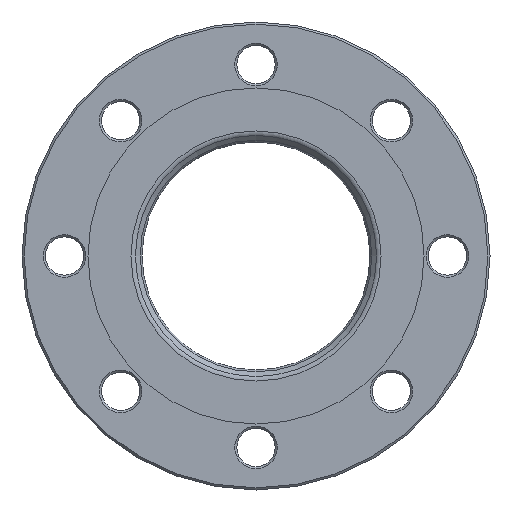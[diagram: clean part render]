
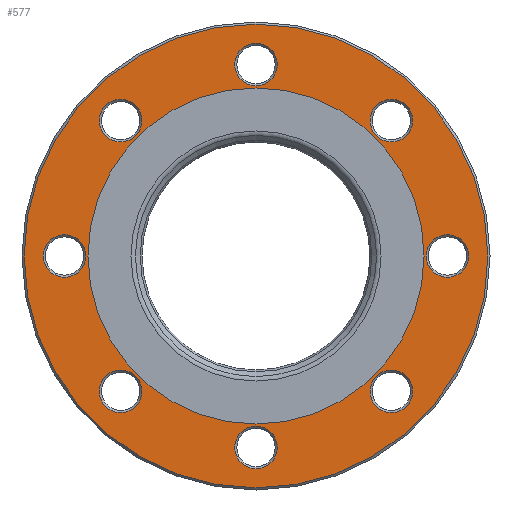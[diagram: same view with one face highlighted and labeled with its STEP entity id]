
A CAD part, left-side view. The second image highlights one B-rep face of the part: STEP entity #577.
In plain terms, the highlighted planar face has unit normal (-1, 0, 0).
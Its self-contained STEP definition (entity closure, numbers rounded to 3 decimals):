
#324=CARTESIAN_POINT('',(-100.,-0.,79.));
#325=VERTEX_POINT('',#324);
#326=CARTESIAN_POINT('',(-100.,0.,0.));
#327=DIRECTION('',(-1.,0.,0.));
#328=DIRECTION('',(0.,0.,1.));
#329=AXIS2_PLACEMENT_3D('',#326,#327,#328);
#330=CIRCLE('',#329,79.);
#331=EDGE_CURVE('',#325,#325,#330,.T.);
#398=CARTESIAN_POINT('',(-100.,0.,0.));
#399=DIRECTION('',(-1.,0.,0.));
#400=DIRECTION('',(-0.,0.,-1.));
#401=AXIS2_PLACEMENT_3D('',#398,#399,#400);
#402=PLANE('',#401);
#403=ORIENTED_EDGE('',*,*,#331,.F.);
#404=EDGE_LOOP('',(#403));
#405=FACE_BOUND('',#404,.T.);
#406=CARTESIAN_POINT('',(-100.,-63.64,-73.64));
#407=VERTEX_POINT('',#406);
#408=CARTESIAN_POINT('',(-100.,-63.64,-53.64));
#409=VERTEX_POINT('',#408);
#410=CARTESIAN_POINT('',(-100.,-63.64,-63.64));
#411=DIRECTION('',(1.,0.,0.));
#412=DIRECTION('',(0.,0.,-1.));
#413=AXIS2_PLACEMENT_3D('',#410,#411,#412);
#414=CIRCLE('',#413,10.);
#415=EDGE_CURVE('',#407,#409,#414,.T.);
#416=ORIENTED_EDGE('',*,*,#415,.T.);
#417=CARTESIAN_POINT('',(-100.,-63.64,-63.64));
#418=DIRECTION('',(1.,0.,0.));
#419=DIRECTION('',(0.,0.,-1.));
#420=AXIS2_PLACEMENT_3D('',#417,#418,#419);
#421=CIRCLE('',#420,10.);
#422=EDGE_CURVE('',#409,#407,#421,.T.);
#423=ORIENTED_EDGE('',*,*,#422,.T.);
#424=EDGE_LOOP('',(#416,#423));
#425=FACE_BOUND('',#424,.T.);
#426=CARTESIAN_POINT('',(-100.,-0.,-100.));
#427=VERTEX_POINT('',#426);
#428=CARTESIAN_POINT('',(-100.,-0.,-80.));
#429=VERTEX_POINT('',#428);
#430=CARTESIAN_POINT('',(-100.,-0.,-90.));
#431=DIRECTION('',(1.,0.,0.));
#432=DIRECTION('',(0.,0.,-1.));
#433=AXIS2_PLACEMENT_3D('',#430,#431,#432);
#434=CIRCLE('',#433,10.);
#435=EDGE_CURVE('',#427,#429,#434,.T.);
#436=ORIENTED_EDGE('',*,*,#435,.T.);
#437=CARTESIAN_POINT('',(-100.,-0.,-90.));
#438=DIRECTION('',(1.,0.,0.));
#439=DIRECTION('',(0.,0.,-1.));
#440=AXIS2_PLACEMENT_3D('',#437,#438,#439);
#441=CIRCLE('',#440,10.);
#442=EDGE_CURVE('',#429,#427,#441,.T.);
#443=ORIENTED_EDGE('',*,*,#442,.T.);
#444=EDGE_LOOP('',(#436,#443));
#445=FACE_BOUND('',#444,.T.);
#446=CARTESIAN_POINT('',(-100.,-90.,-10.));
#447=VERTEX_POINT('',#446);
#448=CARTESIAN_POINT('',(-100.,-90.,10.));
#449=VERTEX_POINT('',#448);
#450=CARTESIAN_POINT('',(-100.,-90.,0.));
#451=DIRECTION('',(1.,0.,0.));
#452=DIRECTION('',(0.,0.,-1.));
#453=AXIS2_PLACEMENT_3D('',#450,#451,#452);
#454=CIRCLE('',#453,10.);
#455=EDGE_CURVE('',#447,#449,#454,.T.);
#456=ORIENTED_EDGE('',*,*,#455,.T.);
#457=CARTESIAN_POINT('',(-100.,-90.,0.));
#458=DIRECTION('',(1.,0.,0.));
#459=DIRECTION('',(0.,0.,-1.));
#460=AXIS2_PLACEMENT_3D('',#457,#458,#459);
#461=CIRCLE('',#460,10.);
#462=EDGE_CURVE('',#449,#447,#461,.T.);
#463=ORIENTED_EDGE('',*,*,#462,.T.);
#464=EDGE_LOOP('',(#456,#463));
#465=FACE_BOUND('',#464,.T.);
#466=CARTESIAN_POINT('',(-100.,63.64,-73.64));
#467=VERTEX_POINT('',#466);
#468=CARTESIAN_POINT('',(-100.,63.64,-53.64));
#469=VERTEX_POINT('',#468);
#470=CARTESIAN_POINT('',(-100.,63.64,-63.64));
#471=DIRECTION('',(1.,0.,0.));
#472=DIRECTION('',(0.,0.,-1.));
#473=AXIS2_PLACEMENT_3D('',#470,#471,#472);
#474=CIRCLE('',#473,10.);
#475=EDGE_CURVE('',#467,#469,#474,.T.);
#476=ORIENTED_EDGE('',*,*,#475,.T.);
#477=CARTESIAN_POINT('',(-100.,63.64,-63.64));
#478=DIRECTION('',(1.,0.,0.));
#479=DIRECTION('',(0.,0.,-1.));
#480=AXIS2_PLACEMENT_3D('',#477,#478,#479);
#481=CIRCLE('',#480,10.);
#482=EDGE_CURVE('',#469,#467,#481,.T.);
#483=ORIENTED_EDGE('',*,*,#482,.T.);
#484=EDGE_LOOP('',(#476,#483));
#485=FACE_BOUND('',#484,.T.);
#486=CARTESIAN_POINT('',(-100.,-0.,80.));
#487=VERTEX_POINT('',#486);
#488=CARTESIAN_POINT('',(-100.,-0.,100.));
#489=VERTEX_POINT('',#488);
#490=CARTESIAN_POINT('',(-100.,-0.,90.));
#491=DIRECTION('',(1.,0.,0.));
#492=DIRECTION('',(0.,0.,-1.));
#493=AXIS2_PLACEMENT_3D('',#490,#491,#492);
#494=CIRCLE('',#493,10.);
#495=EDGE_CURVE('',#487,#489,#494,.T.);
#496=ORIENTED_EDGE('',*,*,#495,.T.);
#497=CARTESIAN_POINT('',(-100.,-0.,90.));
#498=DIRECTION('',(1.,0.,0.));
#499=DIRECTION('',(0.,0.,-1.));
#500=AXIS2_PLACEMENT_3D('',#497,#498,#499);
#501=CIRCLE('',#500,10.);
#502=EDGE_CURVE('',#489,#487,#501,.T.);
#503=ORIENTED_EDGE('',*,*,#502,.T.);
#504=EDGE_LOOP('',(#496,#503));
#505=FACE_BOUND('',#504,.T.);
#506=CARTESIAN_POINT('',(-100.,63.64,53.64));
#507=VERTEX_POINT('',#506);
#508=CARTESIAN_POINT('',(-100.,63.64,73.64));
#509=VERTEX_POINT('',#508);
#510=CARTESIAN_POINT('',(-100.,63.64,63.64));
#511=DIRECTION('',(1.,0.,0.));
#512=DIRECTION('',(0.,0.,-1.));
#513=AXIS2_PLACEMENT_3D('',#510,#511,#512);
#514=CIRCLE('',#513,10.);
#515=EDGE_CURVE('',#507,#509,#514,.T.);
#516=ORIENTED_EDGE('',*,*,#515,.T.);
#517=CARTESIAN_POINT('',(-100.,63.64,63.64));
#518=DIRECTION('',(1.,0.,0.));
#519=DIRECTION('',(0.,0.,-1.));
#520=AXIS2_PLACEMENT_3D('',#517,#518,#519);
#521=CIRCLE('',#520,10.);
#522=EDGE_CURVE('',#509,#507,#521,.T.);
#523=ORIENTED_EDGE('',*,*,#522,.T.);
#524=EDGE_LOOP('',(#516,#523));
#525=FACE_BOUND('',#524,.T.);
#526=CARTESIAN_POINT('',(-100.,-63.64,53.64));
#527=VERTEX_POINT('',#526);
#528=CARTESIAN_POINT('',(-100.,-63.64,73.64));
#529=VERTEX_POINT('',#528);
#530=CARTESIAN_POINT('',(-100.,-63.64,63.64));
#531=DIRECTION('',(1.,0.,0.));
#532=DIRECTION('',(0.,0.,-1.));
#533=AXIS2_PLACEMENT_3D('',#530,#531,#532);
#534=CIRCLE('',#533,10.);
#535=EDGE_CURVE('',#527,#529,#534,.T.);
#536=ORIENTED_EDGE('',*,*,#535,.T.);
#537=CARTESIAN_POINT('',(-100.,-63.64,63.64));
#538=DIRECTION('',(1.,0.,0.));
#539=DIRECTION('',(0.,0.,-1.));
#540=AXIS2_PLACEMENT_3D('',#537,#538,#539);
#541=CIRCLE('',#540,10.);
#542=EDGE_CURVE('',#529,#527,#541,.T.);
#543=ORIENTED_EDGE('',*,*,#542,.T.);
#544=EDGE_LOOP('',(#536,#543));
#545=FACE_BOUND('',#544,.T.);
#546=CARTESIAN_POINT('',(-100.,90.,-10.));
#547=VERTEX_POINT('',#546);
#548=CARTESIAN_POINT('',(-100.,90.,10.));
#549=VERTEX_POINT('',#548);
#550=CARTESIAN_POINT('',(-100.,90.,0.));
#551=DIRECTION('',(1.,0.,0.));
#552=DIRECTION('',(0.,0.,-1.));
#553=AXIS2_PLACEMENT_3D('',#550,#551,#552);
#554=CIRCLE('',#553,10.);
#555=EDGE_CURVE('',#547,#549,#554,.T.);
#556=ORIENTED_EDGE('',*,*,#555,.T.);
#557=CARTESIAN_POINT('',(-100.,90.,0.));
#558=DIRECTION('',(1.,0.,0.));
#559=DIRECTION('',(0.,0.,-1.));
#560=AXIS2_PLACEMENT_3D('',#557,#558,#559);
#561=CIRCLE('',#560,10.);
#562=EDGE_CURVE('',#549,#547,#561,.T.);
#563=ORIENTED_EDGE('',*,*,#562,.T.);
#564=EDGE_LOOP('',(#556,#563));
#565=FACE_BOUND('',#564,.T.);
#566=CARTESIAN_POINT('',(-100.,-0.,-109.));
#567=VERTEX_POINT('',#566);
#568=CARTESIAN_POINT('',(-100.,0.,0.));
#569=DIRECTION('',(-1.,-0.,-0.));
#570=DIRECTION('',(0.,0.,-1.));
#571=AXIS2_PLACEMENT_3D('',#568,#569,#570);
#572=CIRCLE('',#571,109.);
#573=EDGE_CURVE('',#567,#567,#572,.T.);
#574=ORIENTED_EDGE('',*,*,#573,.T.);
#575=EDGE_LOOP('',(#574));
#576=FACE_BOUND('',#575,.T.);
#577=ADVANCED_FACE('',(#405,#425,#445,#465,#485,#505,#525,#545,#565,#576),#402,.T.);
